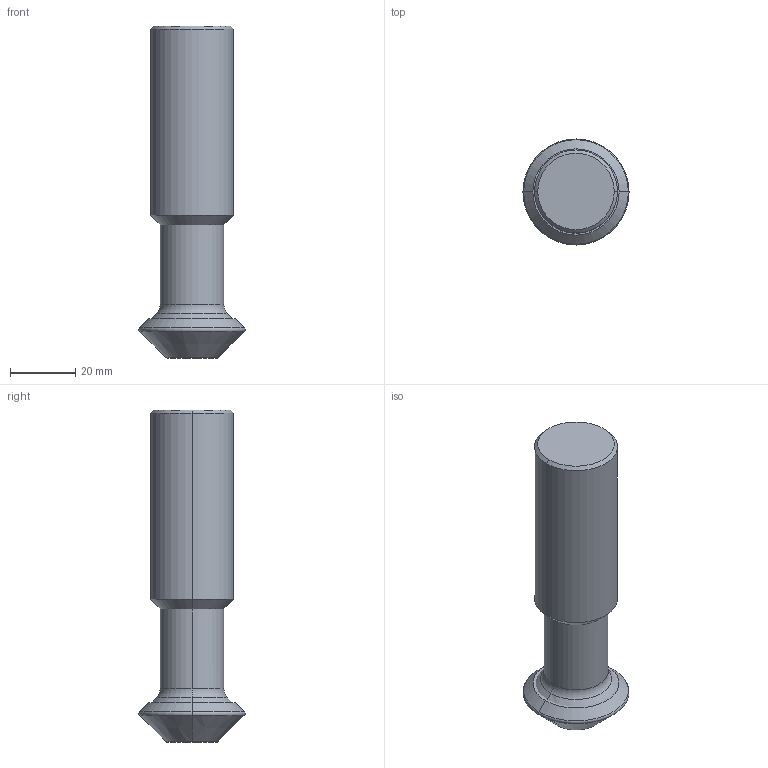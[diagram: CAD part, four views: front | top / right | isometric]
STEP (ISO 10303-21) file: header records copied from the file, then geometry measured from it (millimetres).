
FILE_DESCRIPTION(/* description */ (''),/* implementation_level */ '2;1');
FILE_NAME(/* name */ 'CFSPR101W16_IR0_031.stp',/* time_stamp */ '2023-03-10T14:03:38+09:00',/* author */ (''),/* organization */ (''),/* preprocessor_version */ 'ST-DEVELOPER v16',/* originating_system */ 'SIEMENS PLM Software NX 10.0',/* authorisation */ '');
FILE_SCHEMA (('AUTOMOTIVE_DESIGN { 1 0 10303 214 3 1 1 1 }'));
Length unit declared in the file: millimetre
Products named in the file (1): CFSPR101W16_IR0_031_ASM
Bounding box: 32.48 x 32.48 x 101.6 mm (x, y, z)
Volume: 51435.8 mm3; surface area: 10728.1 mm2
Topology: 2 solids, 2 shells, 30 faces, 74 edges, 57 vertices
Faces by surface type: cone 14, torus 6, cylinder 6, plane 4
Entity records: 1016 total; most frequent: DIRECTION 199, CARTESIAN_POINT 153, ORIENTED_EDGE 132, AXIS2_PLACEMENT_3D 87, EDGE_CURVE 66, CIRCLE 49, VERTEX_POINT 40, ADVANCED_FACE 30
